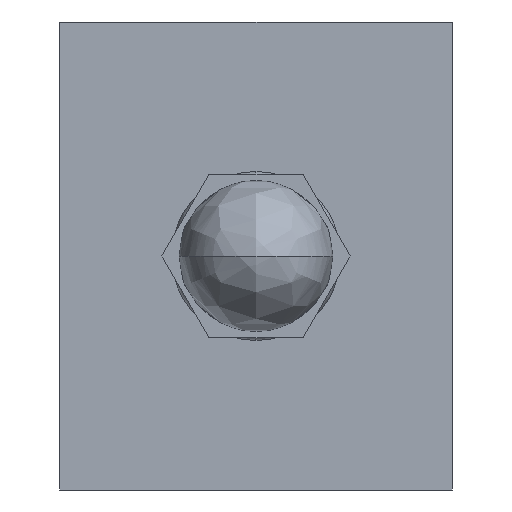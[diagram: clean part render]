
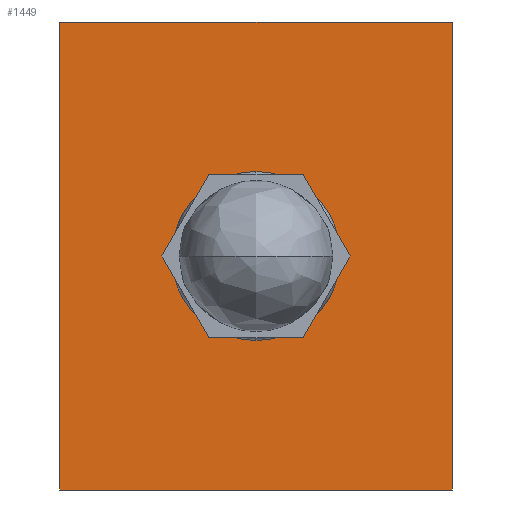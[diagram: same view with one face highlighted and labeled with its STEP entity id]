
A CAD part, left-side view. The second image highlights one B-rep face of the part: STEP entity #1449.
In plain terms, the highlighted planar face has unit normal (-1, 0, 0).
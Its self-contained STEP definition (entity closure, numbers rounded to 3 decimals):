
#1 = ORIENTED_EDGE ( 'NONE', *, *, #1265, .F. ) ;
#41 = AXIS2_PLACEMENT_3D ( 'NONE', #1634, #2526, #1207 ) ;
#94 = ORIENTED_EDGE ( 'NONE', *, *, #464, .F. ) ;
#108 = CARTESIAN_POINT ( 'NONE',  ( -15., 0., -2.5 ) ) ;
#200 = EDGE_LOOP ( 'NONE', ( #94, #1 ) ) ;
#239 = CARTESIAN_POINT ( 'NONE',  ( -15., -6.5, -7.75 ) ) ;
#248 = VERTEX_POINT ( 'NONE', #108 ) ;
#283 = LINE ( 'NONE', #239, #1549 ) ;
#326 = EDGE_CURVE ( 'NONE', #1500, #2150, #1401, .T. ) ;
#408 = CARTESIAN_POINT ( 'NONE',  ( -15., 0., 0. ) ) ;
#420 = DIRECTION ( 'NONE',  ( 0., 0., -1. ) ) ;
#445 = CARTESIAN_POINT ( 'NONE',  ( -15., 6.5, 7.75 ) ) ;
#464 = EDGE_CURVE ( 'NONE', #248, #2559, #2077, .T. ) ;
#470 = EDGE_LOOP ( 'NONE', ( #1516, #931, #2102, #1546 ) ) ;
#566 = AXIS2_PLACEMENT_3D ( 'NONE', #408, #1027, #2801 ) ;
#617 = DIRECTION ( 'NONE',  ( 0., 0., 1. ) ) ;
#659 = VECTOR ( 'NONE', #1337, 1000. ) ;
#679 = DIRECTION ( 'NONE',  ( -1., 0., 0. ) ) ;
#704 = DIRECTION ( 'NONE',  ( 0., 0., 1. ) ) ;
#728 = CARTESIAN_POINT ( 'NONE',  ( -15., -6.5, 7.75 ) ) ;
#787 = CARTESIAN_POINT ( 'NONE',  ( -15., 6.5, 7.75 ) ) ;
#810 = AXIS2_PLACEMENT_3D ( 'NONE', #1118, #679, #420 ) ;
#931 = ORIENTED_EDGE ( 'NONE', *, *, #1009, .F. ) ;
#959 = VERTEX_POINT ( 'NONE', #1770 ) ;
#1009 = EDGE_CURVE ( 'NONE', #2150, #1609, #2005, .T. ) ;
#1027 = DIRECTION ( 'NONE',  ( -1., 0., 0. ) ) ;
#1045 = DIRECTION ( 'NONE',  ( 0., -1., 0. ) ) ;
#1118 = CARTESIAN_POINT ( 'NONE',  ( -15., 0., 0. ) ) ;
#1140 = EDGE_CURVE ( 'NONE', #959, #1609, #283, .T. ) ;
#1207 = DIRECTION ( 'NONE',  ( 0., 0., -1. ) ) ;
#1265 = EDGE_CURVE ( 'NONE', #2559, #248, #1825, .T. ) ;
#1337 = DIRECTION ( 'NONE',  ( 0., -1., 0. ) ) ;
#1401 = LINE ( 'NONE', #2502, #2534 ) ;
#1411 = FACE_OUTER_BOUND ( 'NONE', #470, .T. ) ;
#1447 = CARTESIAN_POINT ( 'NONE',  ( -15., 0., 2.5 ) ) ;
#1449 = ADVANCED_FACE ( 'NONE', ( #1748, #1411 ), #1820, .F. ) ;
#1459 = CARTESIAN_POINT ( 'NONE',  ( -15., 6.5, -7.75 ) ) ;
#1500 = VERTEX_POINT ( 'NONE', #2085 ) ;
#1516 = ORIENTED_EDGE ( 'NONE', *, *, #1140, .T. ) ;
#1546 = ORIENTED_EDGE ( 'NONE', *, *, #2395, .T. ) ;
#1549 = VECTOR ( 'NONE', #704, 1000. ) ;
#1609 = VERTEX_POINT ( 'NONE', #728 ) ;
#1634 = CARTESIAN_POINT ( 'NONE',  ( -15., 6.5, -7.75 ) ) ;
#1748 = FACE_BOUND ( 'NONE', #200, .T. ) ;
#1770 = CARTESIAN_POINT ( 'NONE',  ( -15., -6.5, -7.75 ) ) ;
#1820 = PLANE ( 'NONE',  #41 ) ;
#1825 = CIRCLE ( 'NONE', #566, 2.5 ) ;
#1848 = VECTOR ( 'NONE', #1045, 1000. ) ;
#2005 = LINE ( 'NONE', #445, #659 ) ;
#2077 = CIRCLE ( 'NONE', #810, 2.5 ) ;
#2085 = CARTESIAN_POINT ( 'NONE',  ( -15., 6.5, -7.75 ) ) ;
#2102 = ORIENTED_EDGE ( 'NONE', *, *, #326, .F. ) ;
#2131 = LINE ( 'NONE', #1459, #1848 ) ;
#2150 = VERTEX_POINT ( 'NONE', #787 ) ;
#2395 = EDGE_CURVE ( 'NONE', #1500, #959, #2131, .T. ) ;
#2502 = CARTESIAN_POINT ( 'NONE',  ( -15., 6.5, -7.75 ) ) ;
#2526 = DIRECTION ( 'NONE',  ( 1., 0., 0. ) ) ;
#2534 = VECTOR ( 'NONE', #617, 1000. ) ;
#2559 = VERTEX_POINT ( 'NONE', #1447 ) ;
#2801 = DIRECTION ( 'NONE',  ( 0., 0., -1. ) ) ;
